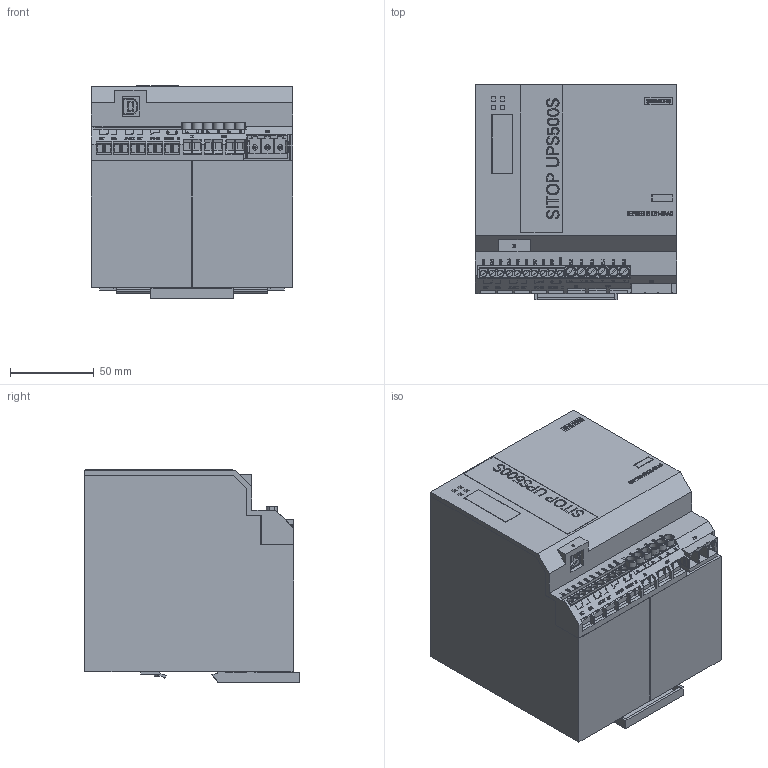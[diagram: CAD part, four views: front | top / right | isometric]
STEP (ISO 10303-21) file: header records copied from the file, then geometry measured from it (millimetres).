
FILE_DESCRIPTION(/* description */ (''),/* implementation_level */ '2;1');
FILE_NAME(/* name */ 'A5E51084510T_001.stp',/* time_stamp */ '2022-08-02T13:13:57+02:00',/* author */ (''),/* organization */ (''),/* preprocessor_version */ 'ST-DEVELOPER v18.1',/* originating_system */ 'SIEMENS PLM Software NX 1973',/* authorisation */ '');
FILE_SCHEMA (('AUTOMOTIVE_DESIGN { 1 0 10303 214 3 1 1 1 }'));
Products named in the file (1): a5e51084510t_001
Bounding box: 120 x 128.68 x 126.61 mm (x, y, z)
Volume: 1713830 mm3; surface area: 155863.5 mm2
Topology: 159 solids, 159 shells, 2618 faces, 6535 edges, 4331 vertices
Faces by surface type: plane 2191, extrusion 205, cylinder 187, torus 16, sphere 10, cone 7, bspline 2
Full cylindrical faces by diameter (mm): 3.8 x10, 3.9 x4, 4 x10, 5 x6, 5.2 x6
Entity records: 88798 total; most frequent: CARTESIAN_POINT 28014, ORIENTED_EDGE 12870, DIRECTION 9789, EDGE_CURVE 6435, VERTEX_POINT 4315, VECTOR 4077, LINE 3872, EDGE_LOOP 2926
